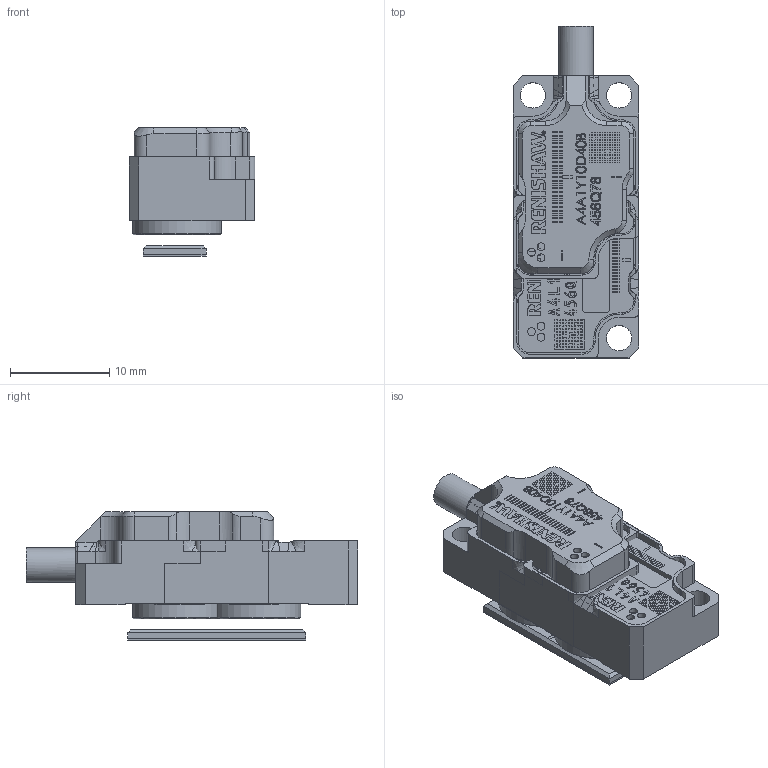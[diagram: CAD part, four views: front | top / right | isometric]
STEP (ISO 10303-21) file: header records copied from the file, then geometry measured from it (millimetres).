
FILE_DESCRIPTION(/* description */ (''),/* implementation_level */ '2;1');
FILE_NAME(/* name */ 'RCLC 18mm LINEAR 40um, end reference mark.stp',/* time_stamp */ '2019-07-05T12:07:22+01:00',/* author */ (''),/* organization */ (''),/* preprocessor_version */ 'ST-DEVELOPER v16',/* originating_system */ 'SIEMENS PLM Software NX 10.0',/* authorisation */ '');
FILE_SCHEMA (('AP203_CONFIGURATION_CONTROLLED_3D_DESIGN_OF_MECHANICAL_PARTS_AND_ASSEMBLIES_MIM_LF { 1 0 10303 403 2 1 2}'));
Products named in the file (1): lg141EE04B845u0l
Bounding box: 12.7 x 33.5 x 12.97 mm (x, y, z)
Volume: 3573.9 mm3; surface area: 4613 mm2
Topology: 8 solids, 8 shells, 1932 faces, 5229 edges, 3460 vertices
Faces by surface type: plane 1421, cylinder 270, extrusion 131, bspline 56, cone 54
Full cylindrical faces by diameter (mm): 0.1 x1, 0.35 x1, 0.8 x9, 2.55 x6, 2.9 x2, 3.5 x1, 7.5 x2, 8.949 x2
Entity records: 65179 total; most frequent: CARTESIAN_POINT 19126, ORIENTED_EDGE 10388, DIRECTION 7950, EDGE_CURVE 5194, VERTEX_POINT 3454, VECTOR 3198, LINE 3067, AXIS2_PLACEMENT_3D 2376
